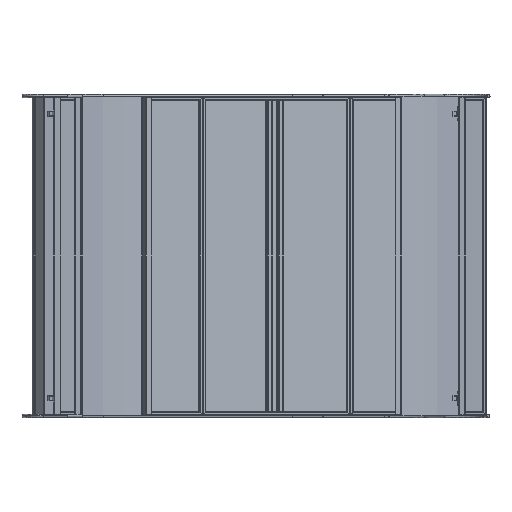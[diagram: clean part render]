
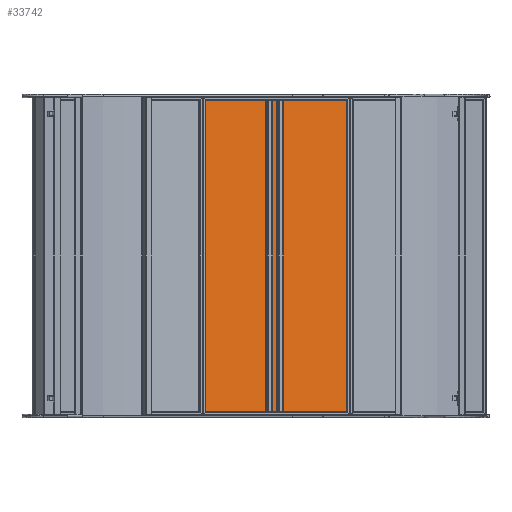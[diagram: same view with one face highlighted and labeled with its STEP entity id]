
A CAD part, front view. The second image highlights one B-rep face of the part: STEP entity #33742.
In plain terms, the highlighted face is planar.
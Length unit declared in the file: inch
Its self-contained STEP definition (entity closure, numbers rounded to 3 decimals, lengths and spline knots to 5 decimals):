
#519 = CARTESIAN_POINT ( 'NONE',  ( -44.8622, -0.0598, -23.91236 ) ) ;
#2068 = DIRECTION ( 'NONE',  ( 0., 1., 0. ) ) ;
#2416 = CARTESIAN_POINT ( 'NONE',  ( 44.8622, -0.0598, -23.8622 ) ) ;
#5423 = EDGE_CURVE ( 'NONE', #28751, #26650, #27335, .T. ) ;
#6395 = ORIENTED_EDGE ( 'NONE', *, *, #35174, .F. ) ;
#6670 = CARTESIAN_POINT ( 'NONE',  ( 44.8622, -0.0598, 23.91236 ) ) ;
#7038 = EDGE_LOOP ( 'NONE', ( #11859, #13164, #28673, #6395 ) ) ;
#8027 = VECTOR ( 'NONE', #15786, 39.37008 ) ;
#9845 = VECTOR ( 'NONE', #24245, 39.37008 ) ;
#10108 = CARTESIAN_POINT ( 'NONE',  ( 44.91236, -0.0598, -23.8622 ) ) ;
#11290 = CARTESIAN_POINT ( 'NONE',  ( -44.8622, -0.0598, 23.8622 ) ) ;
#11859 = ORIENTED_EDGE ( 'NONE', *, *, #35568, .F. ) ;
#12163 = LINE ( 'NONE', #30352, #8027 ) ;
#13164 = ORIENTED_EDGE ( 'NONE', *, *, #15943, .F. ) ;
#15220 = VECTOR ( 'NONE', #33644, 39.37008 ) ;
#15289 = DIRECTION ( 'NONE',  ( 0., 0., 1. ) ) ;
#15786 = DIRECTION ( 'NONE',  ( 1., 0., 0. ) ) ;
#15943 = EDGE_CURVE ( 'NONE', #26650, #23648, #32889, .T. ) ;
#18517 = LINE ( 'NONE', #6670, #9845 ) ;
#19484 = VECTOR ( 'NONE', #15289, 39.37008 ) ;
#22591 = AXIS2_PLACEMENT_3D ( 'NONE', #37101, #2068, #37293 ) ;
#23006 = CARTESIAN_POINT ( 'NONE',  ( -44.8622, -0.0598, -23.8622 ) ) ;
#23648 = VERTEX_POINT ( 'NONE', #11290 ) ;
#24245 = DIRECTION ( 'NONE',  ( 0., 0., -1. ) ) ;
#26650 = VERTEX_POINT ( 'NONE', #23006 ) ;
#27335 = LINE ( 'NONE', #10108, #15220 ) ;
#27730 = PLANE ( 'NONE',  #22591 ) ;
#28673 = ORIENTED_EDGE ( 'NONE', *, *, #5423, .F. ) ;
#28751 = VERTEX_POINT ( 'NONE', #2416 ) ;
#29775 = VERTEX_POINT ( 'NONE', #36777 ) ;
#30352 = CARTESIAN_POINT ( 'NONE',  ( -44.91236, -0.0598, 23.8622 ) ) ;
#32889 = LINE ( 'NONE', #519, #19484 ) ;
#33644 = DIRECTION ( 'NONE',  ( -1., 0., 0. ) ) ;
#33742 = ADVANCED_FACE ( 'NONE', ( #36723 ), #27730, .F. ) ;
#35174 = EDGE_CURVE ( 'NONE', #29775, #28751, #18517, .T. ) ;
#35568 = EDGE_CURVE ( 'NONE', #23648, #29775, #12163, .T. ) ;
#36723 = FACE_OUTER_BOUND ( 'NONE', #7038, .T. ) ;
#36777 = CARTESIAN_POINT ( 'NONE',  ( 44.8622, -0.0598, 23.8622 ) ) ;
#37101 = CARTESIAN_POINT ( 'NONE',  ( 0., -0.0598, 0. ) ) ;
#37293 = DIRECTION ( 'NONE',  ( 0., 0., 1. ) ) ;
